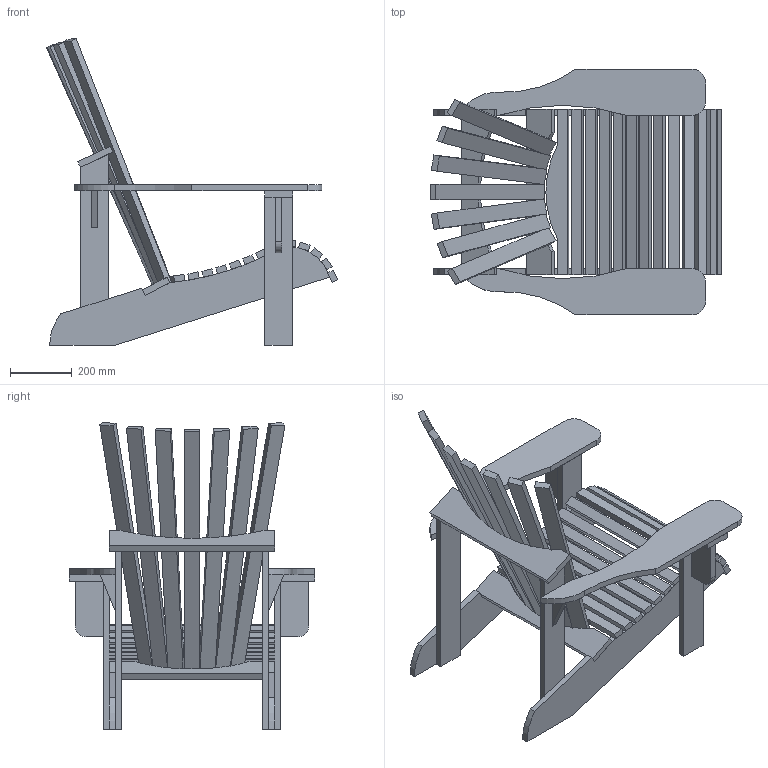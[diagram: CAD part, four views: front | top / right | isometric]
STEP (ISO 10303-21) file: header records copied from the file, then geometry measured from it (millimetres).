
FILE_DESCRIPTION(('FreeCAD Model'),'2;1');
FILE_NAME('Open CASCADE Shape Model','2023-04-19T09:19:57',(''),(''), 'Open CASCADE STEP processor 7.6','FreeCAD','Unknown');
FILE_SCHEMA(('AUTOMOTIVE_DESIGN { 1 0 10303 214 1 1 1 1 }'));
Length unit declared in the file: millimetre
Products named in the file (13): montagem; base; suporte_encosto; ripa_curvada; pe; suporte_bracos; mao_francesa; pecas; suporte_superior; triangulo; bracos; ripa; encosto
Assembly tree (36 placements, depth 2):
  montagem
    base  x2
    suporte_encosto
    ripa_curvada
    pe  x2
    suporte_bracos  x2
    mao_francesa  x2
    pecas  x2
    suporte_superior
    triangulo  x2
    bracos  x2
    ripa  x12
    encosto  x7
Bounding box: 942.15 x 795 x 992.76 mm (x, y, z)
Volume: 25416663.6 mm3; surface area: 3446813.9 mm2
Topology: 36 solids, 36 shells, 277 faces, 615 edges, 410 vertices
Faces by surface type: plane 223, cylinder 54
Entity records: 7248 total; most frequent: DIRECTION 1171, CARTESIAN_POINT 1141, LINE 657, VECTOR 657, ORIENTED_EDGE 534, PCURVE 534, DEFINITIONAL_REPRESENTATION 534, EDGE_CURVE 267
